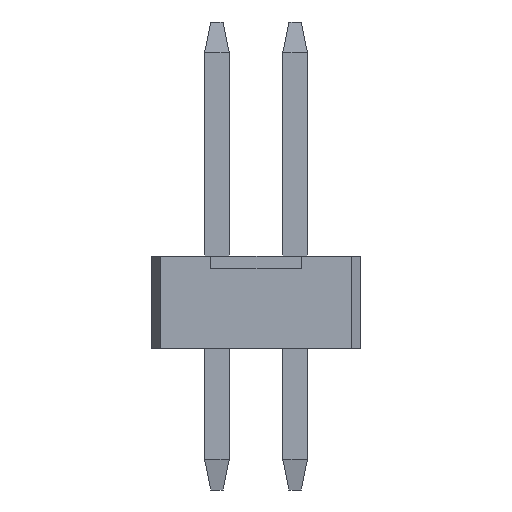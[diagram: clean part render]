
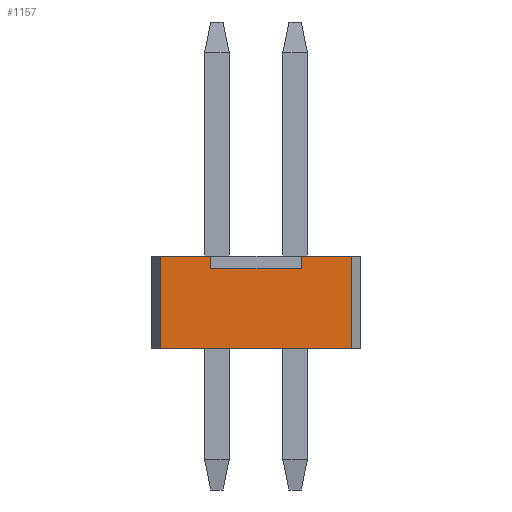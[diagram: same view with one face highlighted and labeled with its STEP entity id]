
A CAD part, left-side view. The second image highlights one B-rep face of the part: STEP entity #1157.
In plain terms, the highlighted planar face has unit normal (-1, 0, 0).
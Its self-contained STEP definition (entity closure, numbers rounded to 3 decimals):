
#1157 = ADVANCED_FACE( '', ( #2157 ), #2158, .T. );
#2157 = FACE_OUTER_BOUND( '', #3117, .T. );
#2158 = PLANE( '', #3118 );
#3117 = EDGE_LOOP( '', ( #5827, #5828, #5829, #5830, #5831, #5832, #5833, #5834 ) );
#3118 = AXIS2_PLACEMENT_3D( '', #5835, #5836, #5837 );
#5827 = ORIENTED_EDGE( '', *, *, #7499, .T. );
#5828 = ORIENTED_EDGE( '', *, *, #6619, .F. );
#5829 = ORIENTED_EDGE( '', *, *, #7500, .T. );
#5830 = ORIENTED_EDGE( '', *, *, #7339, .T. );
#5831 = ORIENTED_EDGE( '', *, *, #7501, .T. );
#5832 = ORIENTED_EDGE( '', *, *, #7502, .F. );
#5833 = ORIENTED_EDGE( '', *, *, #6424, .F. );
#5834 = ORIENTED_EDGE( '', *, *, #6995, .T. );
#5835 = CARTESIAN_POINT( '', ( -8.89, -1.7, -0.75 ) );
#5836 = DIRECTION( '', ( -1., 0., 0. ) );
#5837 = DIRECTION( '', ( 0., 0., 1. ) );
#6424 = EDGE_CURVE( '', #7750, #7752, #7753, .T. );
#6619 = EDGE_CURVE( '', #8103, #8099, #8105, .T. );
#6995 = EDGE_CURVE( '', #7750, #8682, #8684, .T. );
#7339 = EDGE_CURVE( '', #9146, #9143, #9147, .T. );
#7499 = EDGE_CURVE( '', #8682, #8099, #9326, .T. );
#7500 = EDGE_CURVE( '', #8103, #9146, #9327, .T. );
#7501 = EDGE_CURVE( '', #9143, #9328, #9329, .T. );
#7502 = EDGE_CURVE( '', #7752, #9328, #9330, .T. );
#7750 = VERTEX_POINT( '', #9672 );
#7752 = VERTEX_POINT( '', #9675 );
#7753 = LINE( '', #9676, #9677 );
#8099 = VERTEX_POINT( '', #10196 );
#8103 = VERTEX_POINT( '', #10202 );
#8105 = LINE( '', #10205, #10206 );
#8682 = VERTEX_POINT( '', #11074 );
#8684 = LINE( '', #11077, #11078 );
#9143 = VERTEX_POINT( '', #11774 );
#9146 = VERTEX_POINT( '', #11778 );
#9147 = LINE( '', #11779, #11780 );
#9326 = LINE( '', #12053, #12054 );
#9327 = LINE( '', #12055, #12056 );
#9328 = VERTEX_POINT( '', #12057 );
#9329 = LINE( '', #12058, #12059 );
#9330 = LINE( '', #12060, #12061 );
#9672 = CARTESIAN_POINT( '', ( -8.89, -1.55, -0.75 ) );
#9675 = CARTESIAN_POINT( '', ( -8.89, 1.55, -0.75 ) );
#9676 = CARTESIAN_POINT( '', ( -8.89, -1.7, -0.75 ) );
#9677 = VECTOR( '', #12237, 1000. );
#10196 = CARTESIAN_POINT( '', ( -8.89, -0.735, 0.75 ) );
#10202 = CARTESIAN_POINT( '', ( -8.89, -0.735, 0.55 ) );
#10205 = CARTESIAN_POINT( '', ( -8.89, -0.735, 0.55 ) );
#10206 = VECTOR( '', #12414, 1000. );
#11074 = CARTESIAN_POINT( '', ( -8.89, -1.55, 0.75 ) );
#11077 = CARTESIAN_POINT( '', ( -8.89, -1.55, -17.659 ) );
#11078 = VECTOR( '', #12707, 1000. );
#11774 = CARTESIAN_POINT( '', ( -8.89, 0.735, 0.75 ) );
#11778 = CARTESIAN_POINT( '', ( -8.89, 0.735, 0.55 ) );
#11779 = CARTESIAN_POINT( '', ( -8.89, 0.735, 0.55 ) );
#11780 = VECTOR( '', #12946, 1000. );
#12053 = CARTESIAN_POINT( '', ( -8.89, -1.7, 0.75 ) );
#12054 = VECTOR( '', #13041, 1000. );
#12055 = CARTESIAN_POINT( '', ( -8.89, -0.735, 0.55 ) );
#12056 = VECTOR( '', #13042, 1000. );
#12057 = CARTESIAN_POINT( '', ( -8.89, 1.55, 0.75 ) );
#12058 = CARTESIAN_POINT( '', ( -8.89, -1.7, 0.75 ) );
#12059 = VECTOR( '', #13043, 1000. );
#12060 = CARTESIAN_POINT( '', ( -8.89, 1.55, -17.659 ) );
#12061 = VECTOR( '', #13044, 1000. );
#12237 = DIRECTION( '', ( 0., 1., 0. ) );
#12414 = DIRECTION( '', ( 0., 0., 1. ) );
#12707 = DIRECTION( '', ( 0., 0., 1. ) );
#12946 = DIRECTION( '', ( 0., 0., 1. ) );
#13041 = DIRECTION( '', ( 0., 1., 0. ) );
#13042 = DIRECTION( '', ( 0., 1., 0. ) );
#13043 = DIRECTION( '', ( 0., 1., 0. ) );
#13044 = DIRECTION( '', ( 0., 0., 1. ) );
